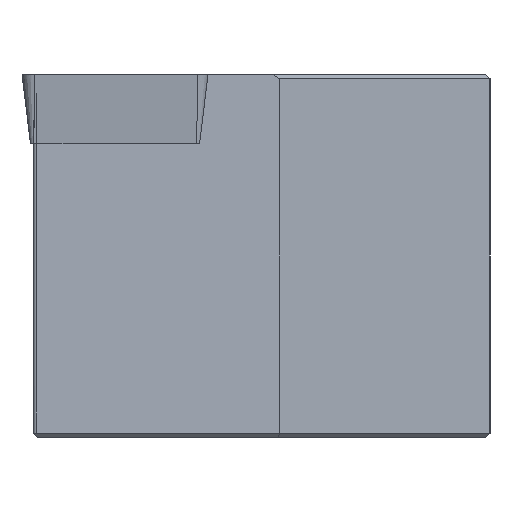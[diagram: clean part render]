
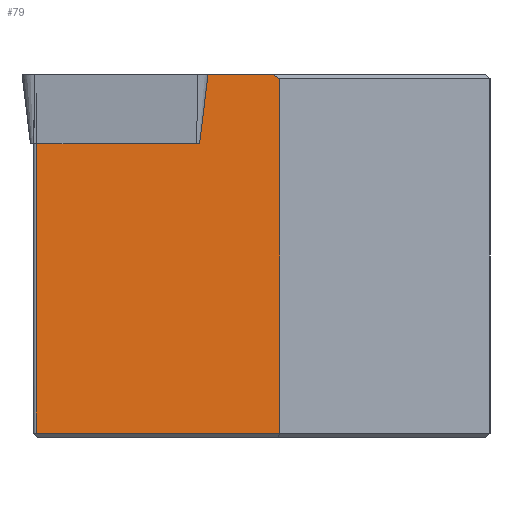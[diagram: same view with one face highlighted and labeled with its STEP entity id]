
A CAD part, left-side view. The second image highlights one B-rep face of the part: STEP entity #79.
In plain terms, the highlighted planar face has unit normal (-0.996, -0.087, 0).
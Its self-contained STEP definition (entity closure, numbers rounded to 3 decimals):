
#79=ADVANCED_FACE('',(#151),#119,.T.);
#119=PLANE('',#685);
#151=FACE_OUTER_BOUND('',#186,.T.);
#186=EDGE_LOOP('',(#237,#238,#239,#240,#241));
#237=ORIENTED_EDGE('',*,*,#462,.T.);
#238=ORIENTED_EDGE('',*,*,#463,.F.);
#239=ORIENTED_EDGE('',*,*,#464,.F.);
#240=ORIENTED_EDGE('',*,*,#465,.F.);
#241=ORIENTED_EDGE('',*,*,#466,.F.);
#409=VERTEX_POINT('',#941);
#410=VERTEX_POINT('',#942);
#411=VERTEX_POINT('',#944);
#412=VERTEX_POINT('',#946);
#413=VERTEX_POINT('',#948);
#462=EDGE_CURVE('',#409,#410,#548,.T.);
#463=EDGE_CURVE('',#411,#410,#549,.T.);
#464=EDGE_CURVE('',#412,#411,#550,.T.);
#465=EDGE_CURVE('',#413,#412,#551,.T.);
#466=EDGE_CURVE('',#409,#413,#552,.T.);
#548=LINE('',#940,#619);
#549=LINE('',#943,#620);
#550=LINE('',#945,#621);
#551=LINE('',#947,#622);
#552=LINE('',#949,#623);
#619=VECTOR('',#752,1.);
#620=VECTOR('',#753,1.);
#621=VECTOR('',#754,1.);
#622=VECTOR('',#755,1.);
#623=VECTOR('',#756,1.);
#685=AXIS2_PLACEMENT_3D('',#950,#757,#758);
#752=DIRECTION('',(-0.087,0.996,0.));
#753=DIRECTION('',(0.,0.,1.));
#754=DIRECTION('',(-0.087,0.996,0.));
#755=DIRECTION('',(0.,0.,-1.));
#756=DIRECTION('',(0.073,-0.838,-0.541));
#757=DIRECTION('',(-0.996,-0.087,0.));
#758=DIRECTION('',(-0.087,0.996,0.));
#940=CARTESIAN_POINT('',(3.593,-32.336,0.01));
#941=CARTESIAN_POINT('',(2.285,-17.384,0.01));
#942=CARTESIAN_POINT('',(0.858,-1.074,0.01));
#943=CARTESIAN_POINT('',(0.858,-1.074,-24.99));
#944=CARTESIAN_POINT('',(0.858,-1.074,-24.69));
#945=CARTESIAN_POINT('',(0.863,-1.14,-24.69));
#946=CARTESIAN_POINT('',(2.325,-17.849,-24.69));
#947=CARTESIAN_POINT('',(2.325,-17.849,-24.99));
#948=CARTESIAN_POINT('',(2.325,-17.849,-0.29));
#949=CARTESIAN_POINT('',(4.201,-39.293,-14.126));
#950=CARTESIAN_POINT('',(3.593,-32.336,-24.99));
